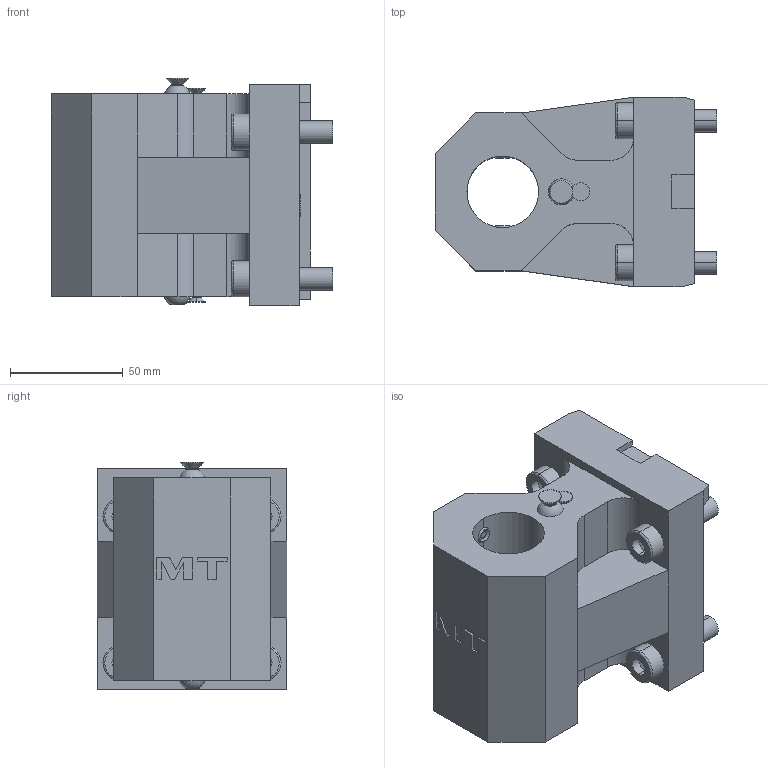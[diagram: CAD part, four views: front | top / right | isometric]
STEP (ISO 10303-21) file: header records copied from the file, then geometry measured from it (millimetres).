
FILE_DESCRIPTION((''),'2;1');
FILE_NAME('0523175_CONF','2023-06-30T09:18:21',('gvalli'),('M.T. srl'),'CREO PARAMETRIC BY PTC INC, 2021072','CREO PARAMETRIC BY PTC INC, 2021072','');
FILE_SCHEMA(('CONFIG_CONTROL_DESIGN'));
Length unit declared in the file: millimetre
Products named in the file (1): 0523175_CONF
Bounding box: 125 x 84 x 101 mm (x, y, z)
Volume: 576983.2 mm3; surface area: 66972.5 mm2
Topology: 1 solids, 1 shells, 195 faces, 475 edges, 294 vertices
Faces by surface type: plane 85, cylinder 56, cone 38, torus 12, extrusion 2, sphere 2
Entity records: 6538 total; most frequent: CARTESIAN_POINT 1899, DIRECTION 975, ORIENTED_EDGE 934, EDGE_CURVE 467, AXIS2_PLACEMENT_3D 345, VERTEX_POINT 294, VECTOR 285, LINE 283
